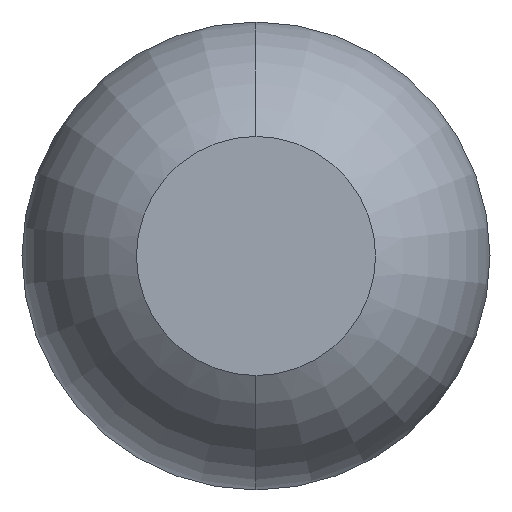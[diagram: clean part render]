
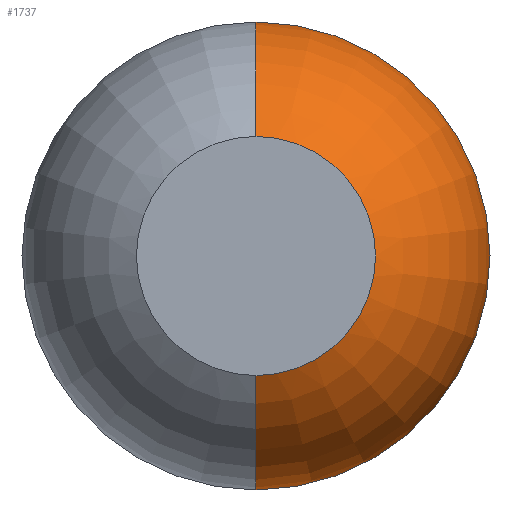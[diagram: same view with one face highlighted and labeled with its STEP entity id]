
A CAD part, front view. The second image highlights one B-rep face of the part: STEP entity #1737.
In plain terms, the highlighted toroidal (fillet/blend) face has major radius 0.035 mm and minor radius 0.65 mm.
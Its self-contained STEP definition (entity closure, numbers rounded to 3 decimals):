
#18 = EDGE_LOOP ( 'NONE', ( #3942, #1576, #3640, #2824 ) ) ;
#78 = VERTEX_POINT ( 'NONE', #3386 ) ;
#125 = DIRECTION ( 'NONE',  ( 0., 0., -1. ) ) ;
#143 = EDGE_CURVE ( 'Defeature ausgef�hrt2_10+Defeature ausgef�hrt2_11+Defeature ausgef�hrt2_11+Defeature ausgef�hrt2_11', #889, #78, #1075, .T. ) ;
#390 = AXIS2_PLACEMENT_3D ( 'NONE', #1773, #4032, #4088 ) ;
#467 = VERTEX_POINT ( 'NONE', #3725 ) ;
#663 = FACE_OUTER_BOUND ( 'NONE', #18, .T. ) ;
#749 = CARTESIAN_POINT ( 'NONE',  ( 0., -24.431, 0.035 ) ) ;
#846 = EDGE_CURVE ( 'Defeature ausgef�hrt2_13+Defeature ausgef�hrt2_10+Defeature ausgef�hrt2_10+Defeature ausgef�hrt2_10', #3594, #467, #2071, .T. ) ;
#889 = VERTEX_POINT ( 'NONE', #3419 ) ;
#1075 = CIRCLE ( 'NONE', #1406, 0.685 ) ;
#1406 = AXIS2_PLACEMENT_3D ( 'NONE', #3774, #3485, #3126 ) ;
#1491 = CIRCLE ( 'NONE', #2181, 0.65 ) ;
#1563 = TOROIDAL_SURFACE ( 'NONE', #3497, 0.035, 0.65 ) ;
#1576 = ORIENTED_EDGE ( 'NONE', *, *, #4141, .T. ) ;
#1686 = DIRECTION ( 'NONE',  ( 0., 0., -1. ) ) ;
#1694 = CARTESIAN_POINT ( 'NONE',  ( 0., -25., 0. ) ) ;
#1737 = ADVANCED_FACE ( 'Defeature ausgef�hrt2_10', ( #663 ), #1563, .T. ) ;
#1773 = CARTESIAN_POINT ( 'NONE',  ( 0., -24.431, -0.035 ) ) ;
#1866 = AXIS2_PLACEMENT_3D ( 'NONE', #1694, #3999, #125 ) ;
#2020 = DIRECTION ( 'NONE',  ( 0., -1., 0. ) ) ;
#2071 = CIRCLE ( 'NONE', #1866, 0.35 ) ;
#2181 = AXIS2_PLACEMENT_3D ( 'NONE', #749, #3669, #1686 ) ;
#2336 = DIRECTION ( 'NONE',  ( 0., 0., -1. ) ) ;
#2485 = CIRCLE ( 'NONE', #390, 0.65 ) ;
#2656 = EDGE_CURVE ( 'NONE', #889, #3594, #2485, .T. ) ;
#2658 = CARTESIAN_POINT ( 'NONE',  ( 0., -24.431, 0. ) ) ;
#2824 = ORIENTED_EDGE ( 'NONE', *, *, #2656, .F. ) ;
#3126 = DIRECTION ( 'NONE',  ( 0., 0., -1. ) ) ;
#3386 = CARTESIAN_POINT ( 'NONE',  ( 0., -24.431, 0.685 ) ) ;
#3419 = CARTESIAN_POINT ( 'NONE',  ( 0., -24.431, -0.685 ) ) ;
#3485 = DIRECTION ( 'NONE',  ( 0., -1., 0. ) ) ;
#3487 = CARTESIAN_POINT ( 'NONE',  ( 0., -25., -0.35 ) ) ;
#3497 = AXIS2_PLACEMENT_3D ( 'NONE', #2658, #2020, #2336 ) ;
#3594 = VERTEX_POINT ( 'NONE', #3487 ) ;
#3640 = ORIENTED_EDGE ( 'NONE', *, *, #846, .F. ) ;
#3669 = DIRECTION ( 'NONE',  ( 1., 0., 0. ) ) ;
#3725 = CARTESIAN_POINT ( 'NONE',  ( 0., -25., 0.35 ) ) ;
#3774 = CARTESIAN_POINT ( 'NONE',  ( 0., -24.431, 0. ) ) ;
#3942 = ORIENTED_EDGE ( 'NONE', *, *, #143, .T. ) ;
#3999 = DIRECTION ( 'NONE',  ( 0., -1., 0. ) ) ;
#4032 = DIRECTION ( 'NONE',  ( -1., 0., 0. ) ) ;
#4088 = DIRECTION ( 'NONE',  ( 0., 0., 1. ) ) ;
#4141 = EDGE_CURVE ( 'NONE', #78, #467, #1491, .T. ) ;
